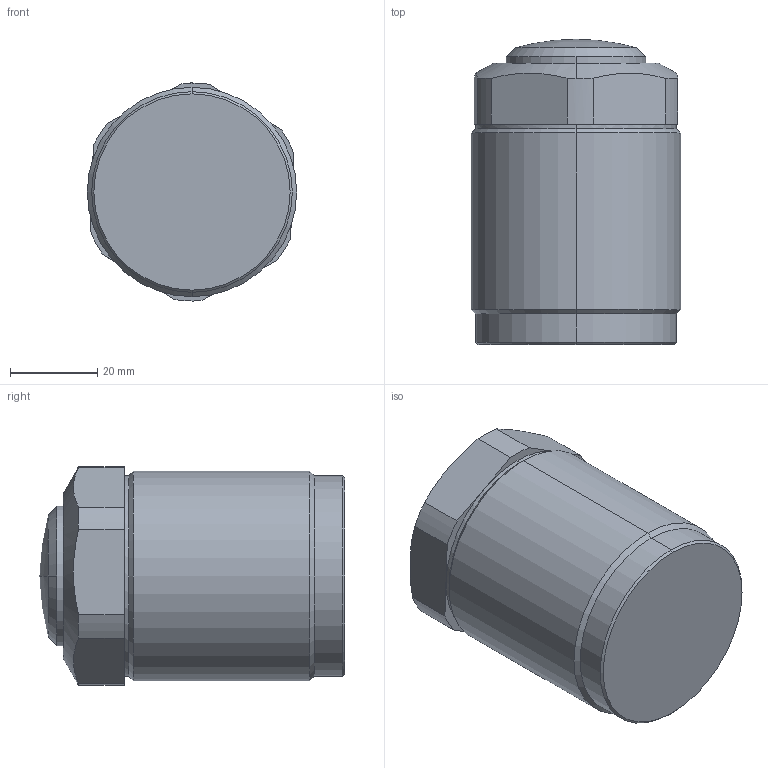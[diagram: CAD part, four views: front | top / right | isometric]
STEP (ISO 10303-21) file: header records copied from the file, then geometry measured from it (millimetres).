
FILE_DESCRIPTION (( 'STEP AP203' ), '1' );
FILE_NAME ('CMC2.0-10R.STEP', '2018-12-11T02:32:35', ( '微软用户' ), ( '微软中国' ), 'SwSTEP 2.0', 'SolidWorks 2012', '' );
FILE_SCHEMA (( 'CONFIG_CONTROL_DESIGN' ));
Length unit declared in the file: millimetre
Products named in the file (3): 2.0-10掛极; 2.0-5活塞杆球; CMC2.0-10R
Assembly tree (2 placements, depth 2):
  CMC2.0-10R
    2.0-10掛极
    2.0-5活塞杆球
Bounding box: 48 x 70 x 50 mm (x, y, z)
Volume: 117526.2 mm3; surface area: 16924.2 mm2
Topology: 2 solids, 2 shells, 45 faces, 102 edges, 62 vertices
Faces by surface type: cylinder 17, plane 16, cone 10, sphere 2
Entity records: 1622 total; most frequent: CARTESIAN_POINT 280, DIRECTION 247, ORIENTED_EDGE 204, EDGE_CURVE 102, AXIS2_PLACEMENT_3D 101, VERTEX_POINT 62, CIRCLE 51, EDGE_LOOP 46
